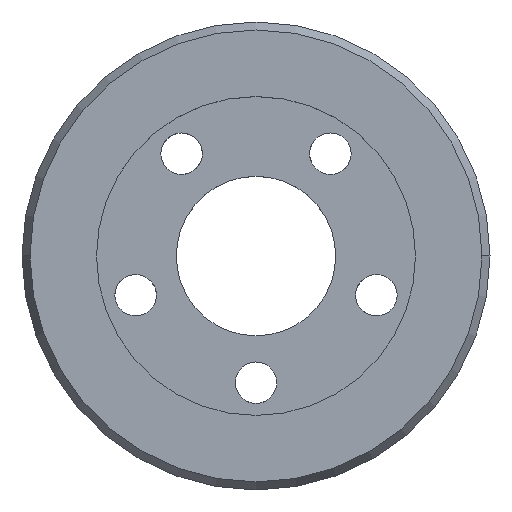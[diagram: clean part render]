
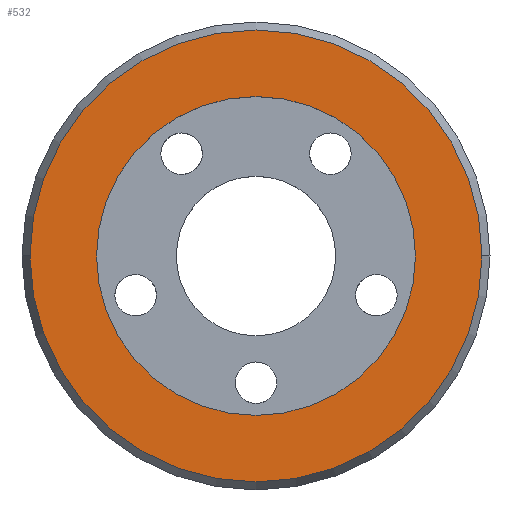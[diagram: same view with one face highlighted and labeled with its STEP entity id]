
A CAD part, top view. The second image highlights one B-rep face of the part: STEP entity #532.
In plain terms, the highlighted planar face has unit normal (0, 0, 1).
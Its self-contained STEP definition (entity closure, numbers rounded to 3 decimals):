
#45 = CARTESIAN_POINT ( 'NONE',  ( 0., 0., 4.095 ) ) ;
#71 = CIRCLE ( 'NONE', #1023, 28.342 ) ;
#88 = VERTEX_POINT ( 'NONE', #1284 ) ;
#138 = DIRECTION ( 'NONE',  ( -1., 0., 0. ) ) ;
#150 = CIRCLE ( 'NONE', #1466, 20. ) ;
#237 = CARTESIAN_POINT ( 'NONE',  ( 0., 0., 4.095 ) ) ;
#262 = DIRECTION ( 'NONE',  ( -1., 0., 0. ) ) ;
#285 = CARTESIAN_POINT ( 'NONE',  ( 0., 20., 4.095 ) ) ;
#292 = AXIS2_PLACEMENT_3D ( 'NONE', #1391, #1251, #1125 ) ;
#328 = VERTEX_POINT ( 'NONE', #588 ) ;
#332 = DIRECTION ( 'NONE',  ( 0., 0., 1. ) ) ;
#374 = AXIS2_PLACEMENT_3D ( 'NONE', #45, #1494, #815 ) ;
#457 = EDGE_CURVE ( 'NONE', #328, #1101, #150, .T. ) ;
#460 = DIRECTION ( 'NONE',  ( 0., -1., 0. ) ) ;
#502 = AXIS2_PLACEMENT_3D ( 'NONE', #237, #1165, #262 ) ;
#514 = VERTEX_POINT ( 'NONE', #643 ) ;
#532 = ADVANCED_FACE ( 'NONE', ( #1388, #558 ), #1028, .F. ) ;
#558 = FACE_OUTER_BOUND ( 'NONE', #1653, .T. ) ;
#588 = CARTESIAN_POINT ( 'NONE',  ( 0., -20., 4.095 ) ) ;
#643 = CARTESIAN_POINT ( 'NONE',  ( 28.342, 0., 4.095 ) ) ;
#738 = ORIENTED_EDGE ( 'NONE', *, *, #1117, .F. ) ;
#815 = DIRECTION ( 'NONE',  ( 0., -1., 0. ) ) ;
#883 = ORIENTED_EDGE ( 'NONE', *, *, #457, .F. ) ;
#906 = ORIENTED_EDGE ( 'NONE', *, *, #1039, .F. ) ;
#934 = ORIENTED_EDGE ( 'NONE', *, *, #941, .F. ) ;
#941 = EDGE_CURVE ( 'NONE', #88, #514, #71, .T. ) ;
#1023 = AXIS2_PLACEMENT_3D ( 'NONE', #1332, #1188, #138 ) ;
#1028 = PLANE ( 'NONE',  #502 ) ;
#1039 = EDGE_CURVE ( 'NONE', #1101, #328, #1075, .T. ) ;
#1075 = CIRCLE ( 'NONE', #374, 20. ) ;
#1101 = VERTEX_POINT ( 'NONE', #285 ) ;
#1117 = EDGE_CURVE ( 'NONE', #514, #88, #1200, .T. ) ;
#1125 = DIRECTION ( 'NONE',  ( -1., 0., 0. ) ) ;
#1165 = DIRECTION ( 'NONE',  ( 0., 0., -1. ) ) ;
#1188 = DIRECTION ( 'NONE',  ( 0., 0., -1. ) ) ;
#1200 = CIRCLE ( 'NONE', #292, 28.342 ) ;
#1251 = DIRECTION ( 'NONE',  ( 0., 0., -1. ) ) ;
#1284 = CARTESIAN_POINT ( 'NONE',  ( -28.342, 0., 4.095 ) ) ;
#1332 = CARTESIAN_POINT ( 'NONE',  ( 0., 0., 4.095 ) ) ;
#1388 = FACE_BOUND ( 'NONE', #1720, .T. ) ;
#1391 = CARTESIAN_POINT ( 'NONE',  ( 0., 0., 4.095 ) ) ;
#1466 = AXIS2_PLACEMENT_3D ( 'NONE', #1537, #332, #460 ) ;
#1494 = DIRECTION ( 'NONE',  ( 0., 0., 1. ) ) ;
#1537 = CARTESIAN_POINT ( 'NONE',  ( 0., 0., 4.095 ) ) ;
#1653 = EDGE_LOOP ( 'NONE', ( #934, #738 ) ) ;
#1720 = EDGE_LOOP ( 'NONE', ( #883, #906 ) ) ;
